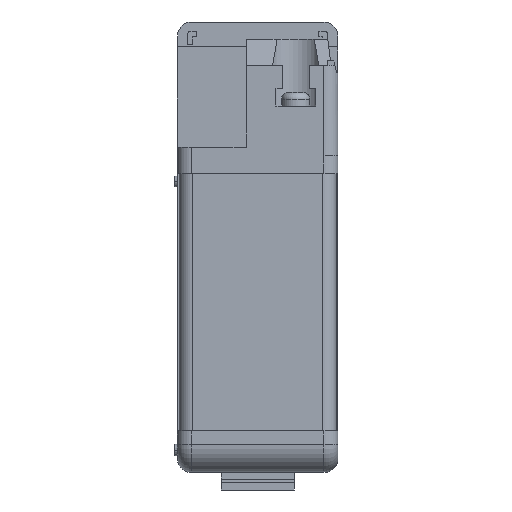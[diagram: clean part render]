
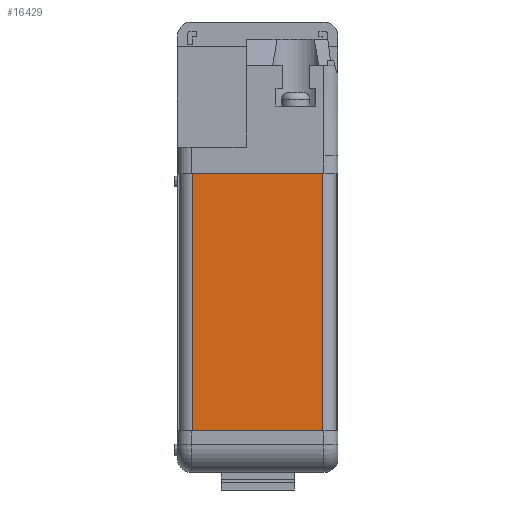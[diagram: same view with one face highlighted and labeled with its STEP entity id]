
A CAD part, front view. The second image highlights one B-rep face of the part: STEP entity #16429.
In plain terms, the highlighted planar face has unit normal (0, -1, 0).
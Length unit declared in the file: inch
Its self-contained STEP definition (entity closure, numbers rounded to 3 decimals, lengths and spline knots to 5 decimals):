
#543 = DIRECTION ( 'NONE',  ( 0., -1., 0. ) ) ;
#718 = FACE_OUTER_BOUND ( 'NONE', #10141, .T. ) ;
#923 = CARTESIAN_POINT ( 'NONE',  ( 0.5775, -2.9375, -1.63 ) ) ;
#1469 = DIRECTION ( 'NONE',  ( 0., 0., -1. ) ) ;
#2914 = DIRECTION ( 'NONE',  ( -1., 0., 0. ) ) ;
#3228 = CARTESIAN_POINT ( 'NONE',  ( -0.5775, -2.9375, 0.655 ) ) ;
#4600 = CARTESIAN_POINT ( 'NONE',  ( 0.5775, -2.9375, 0.655 ) ) ;
#4688 = LINE ( 'NONE', #4600, #23073 ) ;
#4800 = ORIENTED_EDGE ( 'NONE', *, *, #8728, .T. ) ;
#4860 = VECTOR ( 'NONE', #1469, 39.37008 ) ;
#6607 = AXIS2_PLACEMENT_3D ( 'NONE', #11165, #543, #12952 ) ;
#7377 = VECTOR ( 'NONE', #2914, 39.37008 ) ;
#7858 = DIRECTION ( 'NONE',  ( 0., 0., -1. ) ) ;
#8728 = EDGE_CURVE ( 'NONE', #12504, #19535, #12635, .T. ) ;
#9966 = VERTEX_POINT ( 'NONE', #923 ) ;
#10141 = EDGE_LOOP ( 'NONE', ( #16380, #10306, #12900, #4800 ) ) ;
#10306 = ORIENTED_EDGE ( 'NONE', *, *, #16501, .F. ) ;
#10316 = CARTESIAN_POINT ( 'NONE',  ( -0.5775, -2.9375, 0.655 ) ) ;
#11005 = PLANE ( 'NONE',  #6607 ) ;
#11165 = CARTESIAN_POINT ( 'NONE',  ( 0.5775, -2.9375, 0.655 ) ) ;
#12504 = VERTEX_POINT ( 'NONE', #3228 ) ;
#12635 = LINE ( 'NONE', #10316, #4860 ) ;
#12900 = ORIENTED_EDGE ( 'NONE', *, *, #21418, .T. ) ;
#12952 = DIRECTION ( 'NONE',  ( 0., 0., -1. ) ) ;
#14049 = LINE ( 'NONE', #18506, #19359 ) ;
#15608 = VERTEX_POINT ( 'NONE', #20001 ) ;
#16380 = ORIENTED_EDGE ( 'NONE', *, *, #17181, .F. ) ;
#16429 = ADVANCED_FACE ( 'NONE', ( #718 ), #11005, .T. ) ;
#16501 = EDGE_CURVE ( 'NONE', #15608, #9966, #14049, .T. ) ;
#17105 = DIRECTION ( 'NONE',  ( -1., 0., 0. ) ) ;
#17181 = EDGE_CURVE ( 'NONE', #9966, #19535, #22138, .T. ) ;
#18506 = CARTESIAN_POINT ( 'NONE',  ( 0.5775, -2.9375, 0.655 ) ) ;
#19359 = VECTOR ( 'NONE', #7858, 39.37008 ) ;
#19535 = VERTEX_POINT ( 'NONE', #20930 ) ;
#20001 = CARTESIAN_POINT ( 'NONE',  ( 0.5775, -2.9375, 0.655 ) ) ;
#20930 = CARTESIAN_POINT ( 'NONE',  ( -0.5775, -2.9375, -1.63 ) ) ;
#21418 = EDGE_CURVE ( 'NONE', #15608, #12504, #4688, .T. ) ;
#22138 = LINE ( 'NONE', #22426, #7377 ) ;
#22426 = CARTESIAN_POINT ( 'NONE',  ( 0.5775, -2.9375, -1.63 ) ) ;
#23073 = VECTOR ( 'NONE', #17105, 39.37008 ) ;
